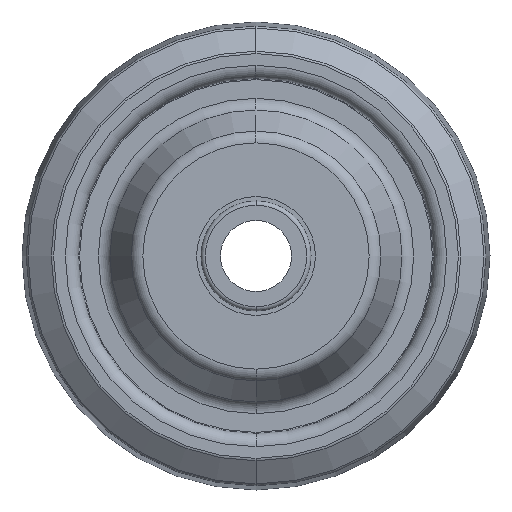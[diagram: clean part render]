
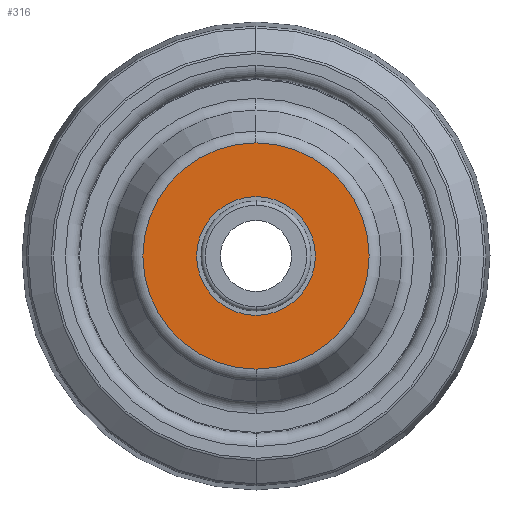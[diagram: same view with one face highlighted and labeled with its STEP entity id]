
A CAD part, left-side view. The second image highlights one B-rep face of the part: STEP entity #316.
In plain terms, the highlighted planar face has unit normal (-1, 0, 0).
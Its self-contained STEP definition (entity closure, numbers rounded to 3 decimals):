
#86 = VERTEX_POINT ( 'NONE', #4012 ) ;
#146 = DIRECTION ( 'NONE',  ( 1., 0., 0. ) ) ;
#291 = ORIENTED_EDGE ( 'NONE', *, *, #2683, .F. ) ;
#312 = PLANE ( 'NONE',  #3788 ) ;
#316 = ADVANCED_FACE ( 'NONE', ( #813, #2998 ), #312, .T. ) ;
#477 = DIRECTION ( 'NONE',  ( 0., 0., -1. ) ) ;
#717 = DIRECTION ( 'NONE',  ( -1., 0., 0. ) ) ;
#813 = FACE_BOUND ( 'NONE', #4572, .T. ) ;
#850 = AXIS2_PLACEMENT_3D ( 'NONE', #2704, #1588, #2285 ) ;
#1012 = ORIENTED_EDGE ( 'NONE', *, *, #4235, .T. ) ;
#1017 = CARTESIAN_POINT ( 'NONE',  ( -7.9, 0., 0. ) ) ;
#1358 = DIRECTION ( 'NONE',  ( 1., 0., 0. ) ) ;
#1472 = AXIS2_PLACEMENT_3D ( 'NONE', #2602, #2957, #3700 ) ;
#1588 = DIRECTION ( 'NONE',  ( 1., 0., 0. ) ) ;
#2033 = ORIENTED_EDGE ( 'NONE', *, *, #3200, .T. ) ;
#2085 = CARTESIAN_POINT ( 'NONE',  ( -7.9, 0., -6.85 ) ) ;
#2165 = CARTESIAN_POINT ( 'NONE',  ( -7.9, 13.057, 0. ) ) ;
#2173 = CARTESIAN_POINT ( 'NONE',  ( -7.9, 0., 13.057 ) ) ;
#2285 = DIRECTION ( 'NONE',  ( 0., 0., -1. ) ) ;
#2306 = EDGE_CURVE ( 'NONE', #3371, #3794, #2441, .T. ) ;
#2391 = AXIS2_PLACEMENT_3D ( 'NONE', #4437, #146, #477 ) ;
#2441 = CIRCLE ( 'NONE', #4411, 13.057 ) ;
#2602 = CARTESIAN_POINT ( 'NONE',  ( -7.9, 0., 0. ) ) ;
#2683 = EDGE_CURVE ( 'NONE', #3794, #3371, #3081, .T. ) ;
#2704 = CARTESIAN_POINT ( 'NONE',  ( -7.9, 0., 0. ) ) ;
#2957 = DIRECTION ( 'NONE',  ( 1., 0., 0. ) ) ;
#2998 = FACE_OUTER_BOUND ( 'NONE', #4461, .T. ) ;
#3081 = CIRCLE ( 'NONE', #850, 13.057 ) ;
#3200 = EDGE_CURVE ( 'NONE', #86, #3769, #3324, .T. ) ;
#3324 = CIRCLE ( 'NONE', #1472, 6.85 ) ;
#3337 = ORIENTED_EDGE ( 'NONE', *, *, #2306, .F. ) ;
#3371 = VERTEX_POINT ( 'NONE', #3809 ) ;
#3520 = DIRECTION ( 'NONE',  ( 0., 0., -1. ) ) ;
#3700 = DIRECTION ( 'NONE',  ( 0., 0., -1. ) ) ;
#3769 = VERTEX_POINT ( 'NONE', #2085 ) ;
#3788 = AXIS2_PLACEMENT_3D ( 'NONE', #2165, #717, #3935 ) ;
#3794 = VERTEX_POINT ( 'NONE', #2173 ) ;
#3809 = CARTESIAN_POINT ( 'NONE',  ( -7.9, 0., -13.057 ) ) ;
#3935 = DIRECTION ( 'NONE',  ( 0., 0., 1. ) ) ;
#4012 = CARTESIAN_POINT ( 'NONE',  ( -7.9, 0., 6.85 ) ) ;
#4235 = EDGE_CURVE ( 'NONE', #3769, #86, #4255, .T. ) ;
#4255 = CIRCLE ( 'NONE', #2391, 6.85 ) ;
#4411 = AXIS2_PLACEMENT_3D ( 'NONE', #1017, #1358, #3520 ) ;
#4437 = CARTESIAN_POINT ( 'NONE',  ( -7.9, 0., 0. ) ) ;
#4461 = EDGE_LOOP ( 'NONE', ( #3337, #291 ) ) ;
#4572 = EDGE_LOOP ( 'NONE', ( #1012, #2033 ) ) ;
